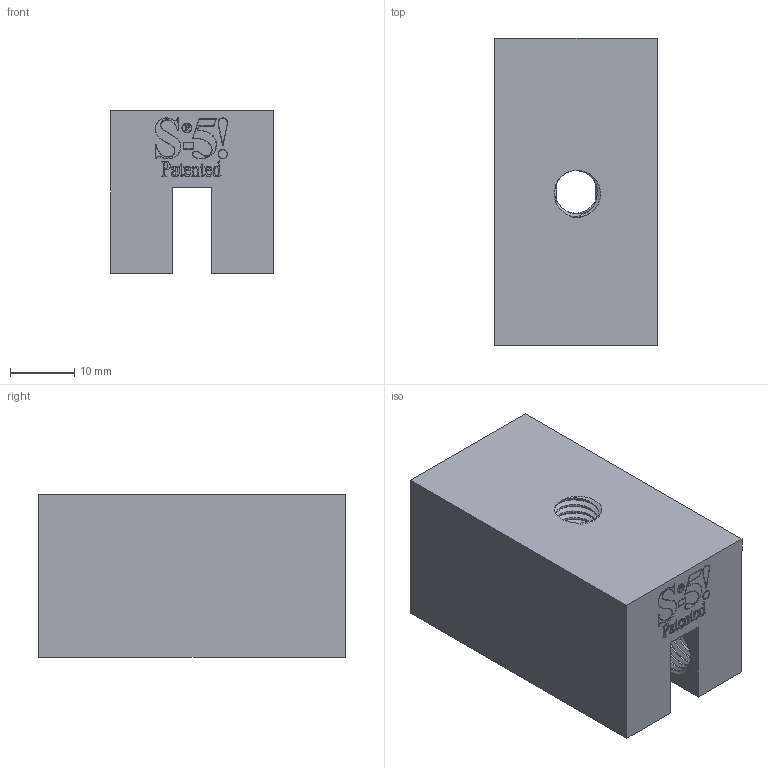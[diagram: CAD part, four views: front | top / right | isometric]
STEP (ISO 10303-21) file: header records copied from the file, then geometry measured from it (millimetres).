
FILE_DESCRIPTION (( 'STEP AP203' ), '1' );
FILE_NAME ('S-5-B.STEP', '2016-12-06T15:59:01', ( '' ), ( '' ), 'SwSTEP 2.0', 'SolidWorks 2017', '' );
FILE_SCHEMA (( 'CONFIG_CONTROL_DESIGN' ));
Length unit declared in the file: inch
Products named in the file (1): S-5-B
Bounding box: 25.4 x 47.88 x 25.4 mm (x, y, z)
Volume: 25198.9 mm3; surface area: 8310.1 mm2
Topology: 1 solids, 1 shells, 508 faces, 1401 edges, 931 vertices
Faces by surface type: plane 192, bspline 163, cylinder 138, cone 15
Entity records: 29746 total; most frequent: CARTESIAN_POINT 18590, ORIENTED_EDGE 2802, DIRECTION 1543, EDGE_CURVE 1401, VERTEX_POINT 931, VECTOR 755, LINE 755, EDGE_LOOP 550
